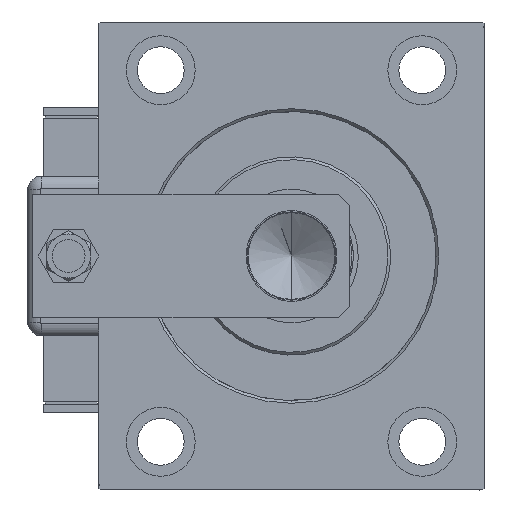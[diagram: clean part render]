
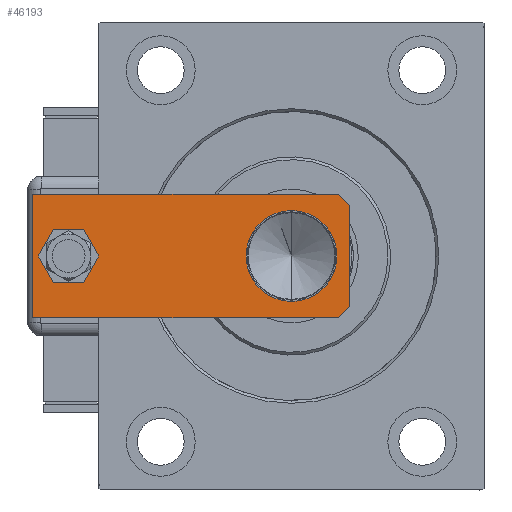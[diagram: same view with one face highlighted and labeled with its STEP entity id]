
A CAD part, left-side view. The second image highlights one B-rep face of the part: STEP entity #46193.
In plain terms, the highlighted face is planar.
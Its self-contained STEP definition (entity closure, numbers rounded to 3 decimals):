
#30 = VECTOR ( 'NONE', #30145, 1000. ) ;
#594 = CARTESIAN_POINT ( 'NONE',  ( -22.5, 115., 0. ) ) ;
#1324 = ORIENTED_EDGE ( 'NONE', *, *, #25296, .F. ) ;
#1775 = CIRCLE ( 'NONE', #48702, 16.5 ) ;
#1971 = CARTESIAN_POINT ( 'NONE',  ( 0., 21., 0. ) ) ;
#2012 = CARTESIAN_POINT ( 'NONE',  ( -22.5, 115., 0. ) ) ;
#2135 = DIRECTION ( 'NONE',  ( 1., 0., 0. ) ) ;
#2379 = CARTESIAN_POINT ( 'NONE',  ( -22.5, 0., 0. ) ) ;
#2428 = CARTESIAN_POINT ( 'NONE',  ( -18.5, 0., 0. ) ) ;
#2812 = DIRECTION ( 'NONE',  ( 1., 0., 0. ) ) ;
#2977 = CARTESIAN_POINT ( 'NONE',  ( 22.5, 4., 0. ) ) ;
#3020 = VERTEX_POINT ( 'NONE', #59997 ) ;
#3765 = CARTESIAN_POINT ( 'NONE',  ( 22.5, 0., 0. ) ) ;
#4214 = VERTEX_POINT ( 'NONE', #51986 ) ;
#4365 = DIRECTION ( 'NONE',  ( 0., 1., 0. ) ) ;
#5620 = EDGE_CURVE ( 'NONE', #50006, #3020, #44347, .T. ) ;
#6055 = AXIS2_PLACEMENT_3D ( 'NONE', #44726, #25753, #2812 ) ;
#11378 = EDGE_LOOP ( 'NONE', ( #1324, #28596, #25059, #43871, #13206, #22664 ) ) ;
#12100 = VERTEX_POINT ( 'NONE', #31191 ) ;
#12296 = FACE_BOUND ( 'NONE', #34459, .T. ) ;
#12742 = VECTOR ( 'NONE', #50007, 1000. ) ;
#13206 = ORIENTED_EDGE ( 'NONE', *, *, #39495, .F. ) ;
#13739 = EDGE_CURVE ( 'NONE', #4214, #38763, #35896, .T. ) ;
#16579 = PLANE ( 'NONE',  #6055 ) ;
#17640 = CIRCLE ( 'NONE', #39130, 7. ) ;
#18910 = DIRECTION ( 'NONE',  ( 1., 0., 0. ) ) ;
#19543 = VERTEX_POINT ( 'NONE', #2977 ) ;
#20624 = DIRECTION ( 'NONE',  ( 1., 0., 0. ) ) ;
#21572 = ORIENTED_EDGE ( 'NONE', *, *, #38858, .T. ) ;
#21578 = LINE ( 'NONE', #2012, #30 ) ;
#22204 = VERTEX_POINT ( 'NONE', #25105 ) ;
#22575 = VECTOR ( 'NONE', #4365, 1000. ) ;
#22664 = ORIENTED_EDGE ( 'NONE', *, *, #41908, .T. ) ;
#23992 = ORIENTED_EDGE ( 'NONE', *, *, #13739, .T. ) ;
#25059 = ORIENTED_EDGE ( 'NONE', *, *, #25462, .F. ) ;
#25105 = CARTESIAN_POINT ( 'NONE',  ( 18.5, 0., 0. ) ) ;
#25151 = FACE_OUTER_BOUND ( 'NONE', #11378, .T. ) ;
#25296 = EDGE_CURVE ( 'NONE', #50006, #22204, #58373, .T. ) ;
#25462 = EDGE_CURVE ( 'NONE', #29685, #3020, #21578, .T. ) ;
#25753 = DIRECTION ( 'NONE',  ( 0., 0., 1. ) ) ;
#26166 = VERTEX_POINT ( 'NONE', #53556 ) ;
#27624 = DIRECTION ( 'NONE',  ( -1., 0., 0. ) ) ;
#27901 = VECTOR ( 'NONE', #58118, 1000. ) ;
#28596 = ORIENTED_EDGE ( 'NONE', *, *, #5620, .T. ) ;
#29685 = VERTEX_POINT ( 'NONE', #594 ) ;
#29708 = EDGE_LOOP ( 'NONE', ( #35583, #34178 ) ) ;
#30003 = EDGE_CURVE ( 'NONE', #12100, #29685, #36823, .T. ) ;
#30145 = DIRECTION ( 'NONE',  ( 0., -1., 0. ) ) ;
#30514 = DIRECTION ( 'NONE',  ( 0., 0., 1. ) ) ;
#30697 = CARTESIAN_POINT ( 'NONE',  ( 22.5, 4., 0. ) ) ;
#31191 = CARTESIAN_POINT ( 'NONE',  ( 22.5, 115., 0. ) ) ;
#31453 = CARTESIAN_POINT ( 'NONE',  ( -18.5, 0., 0. ) ) ;
#32574 = EDGE_CURVE ( 'NONE', #41056, #26166, #1775, .T. ) ;
#34178 = ORIENTED_EDGE ( 'NONE', *, *, #32574, .T. ) ;
#34459 = EDGE_LOOP ( 'NONE', ( #21572, #23992 ) ) ;
#35430 = DIRECTION ( 'NONE',  ( 1., 0., 0. ) ) ;
#35583 = ORIENTED_EDGE ( 'NONE', *, *, #41793, .T. ) ;
#35896 = CIRCLE ( 'NONE', #46640, 7. ) ;
#36823 = LINE ( 'NONE', #54243, #56840 ) ;
#37298 = DIRECTION ( 'NONE',  ( 0., 0., 1. ) ) ;
#38763 = VERTEX_POINT ( 'NONE', #52570 ) ;
#38858 = EDGE_CURVE ( 'NONE', #38763, #4214, #17640, .T. ) ;
#39130 = AXIS2_PLACEMENT_3D ( 'NONE', #44291, #30514, #44905 ) ;
#39168 = DIRECTION ( 'NONE',  ( 0., 0., 1. ) ) ;
#39495 = EDGE_CURVE ( 'NONE', #19543, #12100, #45683, .T. ) ;
#40078 = CIRCLE ( 'NONE', #44970, 16.5 ) ;
#41056 = VERTEX_POINT ( 'NONE', #52750 ) ;
#41131 = LINE ( 'NONE', #30697, #12742 ) ;
#41793 = EDGE_CURVE ( 'NONE', #26166, #41056, #40078, .T. ) ;
#41885 = CARTESIAN_POINT ( 'NONE',  ( 0., 21., 0. ) ) ;
#41908 = EDGE_CURVE ( 'NONE', #19543, #22204, #41131, .T. ) ;
#43830 = FACE_BOUND ( 'NONE', #29708, .T. ) ;
#43871 = ORIENTED_EDGE ( 'NONE', *, *, #30003, .F. ) ;
#44190 = DIRECTION ( 'NONE',  ( 0., 0., 1. ) ) ;
#44291 = CARTESIAN_POINT ( 'NONE',  ( 0., 102., 0. ) ) ;
#44347 = LINE ( 'NONE', #2428, #27901 ) ;
#44726 = CARTESIAN_POINT ( 'NONE',  ( 0., 0., 0. ) ) ;
#44905 = DIRECTION ( 'NONE',  ( 1., 0., 0. ) ) ;
#44970 = AXIS2_PLACEMENT_3D ( 'NONE', #1971, #44190, #20624 ) ;
#45683 = LINE ( 'NONE', #3765, #22575 ) ;
#46193 = ADVANCED_FACE ( 'NONE', ( #25151, #12296, #43830 ), #16579, .F. ) ;
#46640 = AXIS2_PLACEMENT_3D ( 'NONE', #49857, #39168, #2135 ) ;
#48702 = AXIS2_PLACEMENT_3D ( 'NONE', #41885, #37298, #18910 ) ;
#48861 = VECTOR ( 'NONE', #35430, 1000. ) ;
#49857 = CARTESIAN_POINT ( 'NONE',  ( 0., 102., 0. ) ) ;
#50006 = VERTEX_POINT ( 'NONE', #31453 ) ;
#50007 = DIRECTION ( 'NONE',  ( -0.707, -0.707, 0. ) ) ;
#51986 = CARTESIAN_POINT ( 'NONE',  ( 7., 102., 0. ) ) ;
#52570 = CARTESIAN_POINT ( 'NONE',  ( -7., 102., 0. ) ) ;
#52750 = CARTESIAN_POINT ( 'NONE',  ( 16.5, 21., 0. ) ) ;
#53556 = CARTESIAN_POINT ( 'NONE',  ( -16.5, 21., 0. ) ) ;
#54243 = CARTESIAN_POINT ( 'NONE',  ( 22.5, 115., 0. ) ) ;
#56840 = VECTOR ( 'NONE', #27624, 1000. ) ;
#58118 = DIRECTION ( 'NONE',  ( -0.707, 0.707, 0. ) ) ;
#58373 = LINE ( 'NONE', #2379, #48861 ) ;
#59997 = CARTESIAN_POINT ( 'NONE',  ( -22.5, 4., 0. ) ) ;
